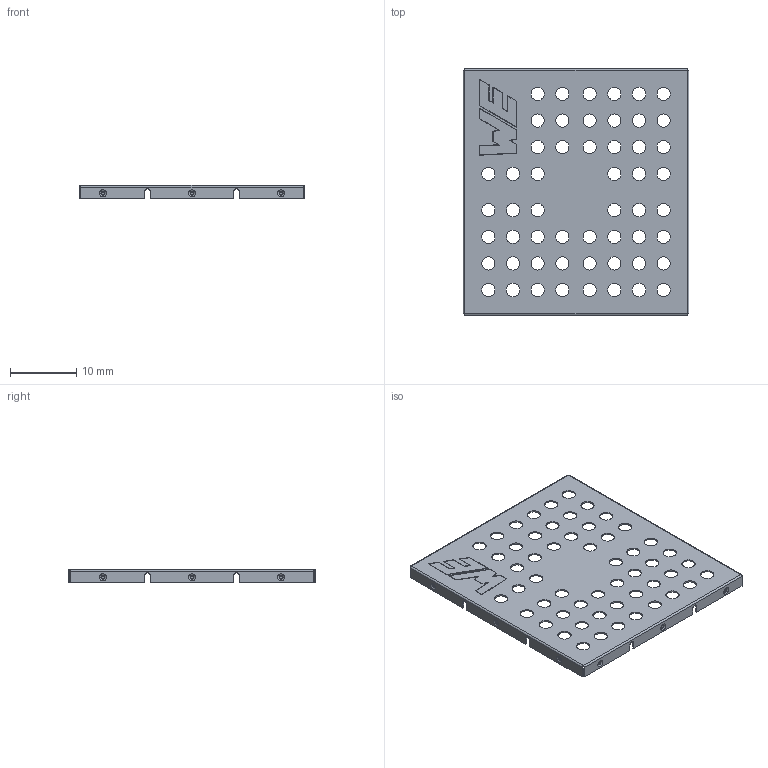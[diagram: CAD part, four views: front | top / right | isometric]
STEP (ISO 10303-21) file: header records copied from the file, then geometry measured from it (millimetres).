
FILE_DESCRIPTION(/* description */ ('Unknown'),/* implementation_level */ '2;1');
FILE_NAME(/* name */ '3600536330S',/* time_stamp */ '2017-05-22T11:01:46+08:00',/* author */ ('Unknown'),/* organization */ ('Unknown'),/* preprocessor_version */ 'ST-DEVELOPER v16.7',/* originating_system */ 'DEX',/* authorisation */ $);
FILE_SCHEMA (('AUTOMOTIVE_DESIGN {1 0 10303 214 3 1 1}'));
Length unit declared in the file: millimetre
Products named in the file (1): 3600536330S
Bounding box: 34.14 x 37.29 x 2 mm (x, y, z)
Volume: 268.2 mm3; surface area: 2793.1 mm2
Topology: 1 solids, 1 shells, 234 faces, 669 edges, 465 vertices
Faces by surface type: plane 124, cylinder 70, torus 40
Full cylindrical faces by diameter (mm): 2 x54
Entity records: 6896 total; most frequent: DIRECTION 1200, CARTESIAN_POINT 1129, ORIENTED_EDGE 1012, EDGE_CURVE 506, AXIS2_PLACEMENT_3D 459, EDGE_LOOP 456, FACE_BOUND 456, VERTEX_POINT 388
